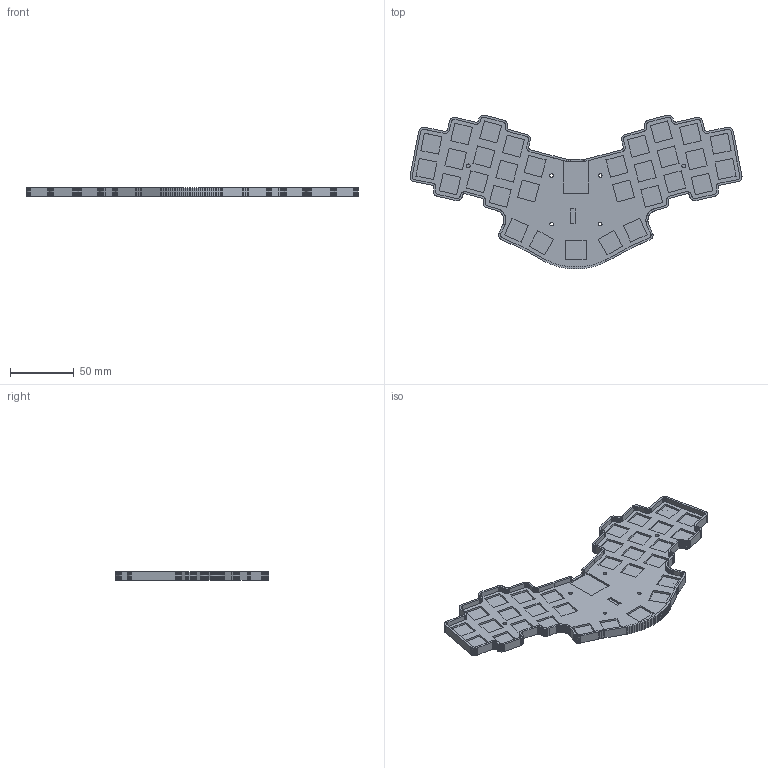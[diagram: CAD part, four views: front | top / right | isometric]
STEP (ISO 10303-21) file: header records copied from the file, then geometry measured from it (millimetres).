
FILE_DESCRIPTION(/* description */ (''),/* implementation_level */ '2;1');
FILE_NAME(/* name */ 'Base.step',/* time_stamp */ '2023-11-15T23:52:55Z',/* author */ (''),/* organization */ (''),/* preprocessor_version */ 'ST-DEVELOPER v20',/* originating_system */ 'Autodesk Translation Framework v12.14.0.127',/* authorisation */ '');
FILE_SCHEMA (('AUTOMOTIVE_DESIGN { 1 0 10303 214 3 1 1 }'));
Length unit declared in the file: millimetre
Products named in the file (1): Base
Bounding box: 259.64 x 120.38 x 7 mm (x, y, z)
Volume: 48112.7 mm3; surface area: 47112.3 mm2
Topology: 1 solids, 1 shells, 1458 faces, 4219 edges, 2810 vertices
Faces by surface type: plane 1427, cylinder 27, cone 4
Full cylindrical faces by diameter (mm): 0.823 x4, 2.8 x4, 3 x2, 9 x9
Entity records: 47026 total; most frequent: CARTESIAN_POINT 8488, ORIENTED_EDGE 8438, DIRECTION 7195, EDGE_CURVE 4219, LINE 4161, VECTOR 4161, VERTEX_POINT 2810, AXIS2_PLACEMENT_3D 1517
